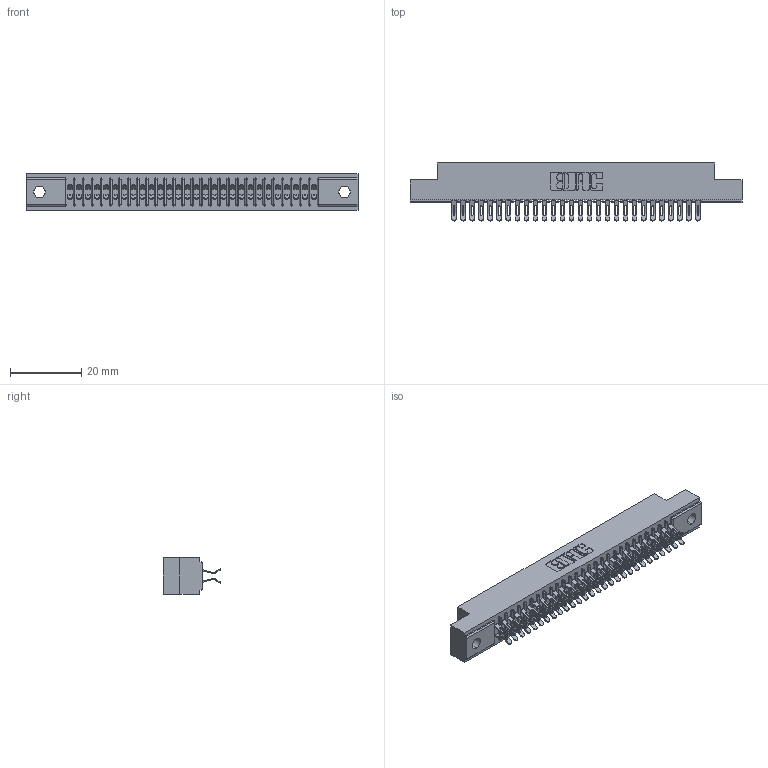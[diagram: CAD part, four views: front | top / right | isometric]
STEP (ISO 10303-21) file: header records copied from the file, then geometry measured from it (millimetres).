
FILE_DESCRIPTION (( 'STEP AP203' ), '1' );
FILE_NAME ('391-056-555-202.STEP', '2018-08-09T11:17:16', ( '' ), ( '' ), 'SwSTEP 2.0', 'SolidWorks 2016', '' );
FILE_SCHEMA (( 'CONFIG_CONTROL_DESIGN' ));
Length unit declared in the file: inch
Products named in the file (3): 341 Part_.128 (3.25) Dia Mounting Holes; 341-292-001_341-292-155; 391-056-555-202
Assembly tree (57 placements, depth 2):
  391-056-555-202
    341 Part_.128 (3.25) Dia Mounting Holes
    341-292-001_341-292-155  x56
Bounding box: 93.34 x 16.31 x 10.16 mm (x, y, z)
Volume: 6911.7 mm3; surface area: 12033.5 mm2
Topology: 57 solids, 57 shells, 4484 faces, 13392 edges, 8718 vertices
Faces by surface type: plane 2420, cylinder 1952, sphere 58, torus 54
Entity records: 36223 total; most frequent: CARTESIAN_POINT 6038, ORIENTED_EDGE 5988, DIRECTION 5860, EDGE_CURVE 2994, VECTOR 2388, LINE 2388, VERTEX_POINT 1898, AXIS2_PLACEMENT_3D 1736
